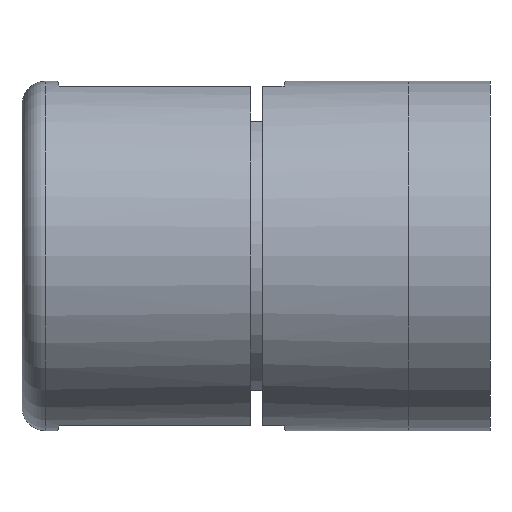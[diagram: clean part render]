
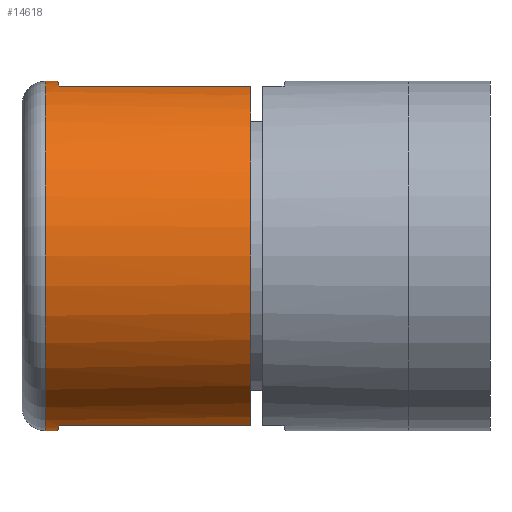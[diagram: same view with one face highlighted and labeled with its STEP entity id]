
A CAD part, left-side view. The second image highlights one B-rep face of the part: STEP entity #14618.
In plain terms, the highlighted cylindrical face has radius 15 mm (diameter 30 mm), a full revolution.
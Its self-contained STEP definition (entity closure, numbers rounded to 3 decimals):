
#39 = ORIENTED_EDGE ( 'NONE', *, *, #15649, .F. ) ;
#42 = DIRECTION ( 'NONE',  ( 0., 0., -1. ) ) ;
#52 = AXIS2_PLACEMENT_3D ( 'NONE', #159, #97, #42 ) ;
#97 = DIRECTION ( 'NONE',  ( 0., -1., 0. ) ) ;
#159 = CARTESIAN_POINT ( 'NONE',  ( 0., 21.15, 0. ) ) ;
#193 = FACE_OUTER_BOUND ( 'NONE', #7154, .T. ) ;
#307 = VERTEX_POINT ( 'NONE', #4786 ) ;
#408 = CIRCLE ( 'NONE', #12524, 15. ) ;
#431 = EDGE_CURVE ( 'NONE', #11706, #307, #4812, .T. ) ;
#1044 = EDGE_CURVE ( 'NONE', #8887, #1313, #12422, .T. ) ;
#1169 = CARTESIAN_POINT ( 'NONE',  ( 0., 4.5, 15. ) ) ;
#1277 = AXIS2_PLACEMENT_3D ( 'NONE', #6343, #6294, #14115 ) ;
#1313 = VERTEX_POINT ( 'NONE', #9615 ) ;
#1445 = ORIENTED_EDGE ( 'NONE', *, *, #10138, .T. ) ;
#1537 = EDGE_CURVE ( 'NONE', #12437, #7699, #3772, .T. ) ;
#1586 = DIRECTION ( 'NONE',  ( 0., 1., 0. ) ) ;
#1652 = EDGE_CURVE ( 'NONE', #6156, #8887, #10530, .T. ) ;
#2039 = CARTESIAN_POINT ( 'NONE',  ( -2.352, 4.623, -14.861 ) ) ;
#2052 = ORIENTED_EDGE ( 'NONE', *, *, #431, .T. ) ;
#2375 = VECTOR ( 'NONE', #6938, 1000. ) ;
#2503 = CARTESIAN_POINT ( 'NONE',  ( -3.5, 4.683, 14.586 ) ) ;
#2677 = DIRECTION ( 'NONE',  ( 0., 1., 0. ) ) ;
#3001 = DIRECTION ( 'NONE',  ( 0., 0., -1. ) ) ;
#3158 = VERTEX_POINT ( 'NONE', #11847 ) ;
#3229 = ORIENTED_EDGE ( 'NONE', *, *, #9985, .T. ) ;
#3406 = CARTESIAN_POINT ( 'NONE',  ( 2.352, 4.623, 14.861 ) ) ;
#3689 = VERTEX_POINT ( 'NONE', #4800 ) ;
#3712 = AXIS2_PLACEMENT_3D ( 'NONE', #7687, #2677, #9103 ) ;
#3725 = DIRECTION ( 'NONE',  ( 0., 1., 0. ) ) ;
#3772 = LINE ( 'NONE', #15422, #13668 ) ;
#3961 = CARTESIAN_POINT ( 'NONE',  ( -3.5, 21.15, 14.586 ) ) ;
#4130 = CIRCLE ( 'NONE', #3712, 15. ) ;
#4201 = ORIENTED_EDGE ( 'NONE', *, *, #1652, .T. ) ;
#4231 = CARTESIAN_POINT ( 'NONE',  ( -3.5, 4.683, 14.586 ) ) ;
#4278 = CARTESIAN_POINT ( 'NONE',  ( 0., 3.5, 0. ) ) ;
#4786 = CARTESIAN_POINT ( 'NONE',  ( 3.5, 21.15, -14.586 ) ) ;
#4799 = CARTESIAN_POINT ( 'NONE',  ( 0., 4.5, -15. ) ) ;
#4800 = CARTESIAN_POINT ( 'NONE',  ( 0., 4.5, -15. ) ) ;
#4812 = LINE ( 'NONE', #11588, #7849 ) ;
#4861 = CARTESIAN_POINT ( 'NONE',  ( 0., 3.5, -15. ) ) ;
#4913 = CARTESIAN_POINT ( 'NONE',  ( 3.5, 4.683, -14.586 ) ) ;
#5283 = CARTESIAN_POINT ( 'NONE',  ( 3.5, 21.15, 14.586 ) ) ;
#5610 = VERTEX_POINT ( 'NONE', #4861 ) ;
#6067 = ORIENTED_EDGE ( 'NONE', *, *, #10619, .F. ) ;
#6156 = VERTEX_POINT ( 'NONE', #1169 ) ;
#6294 = DIRECTION ( 'NONE',  ( 0., 1., 0. ) ) ;
#6343 = CARTESIAN_POINT ( 'NONE',  ( 0., 21.15, 0. ) ) ;
#6454 = CARTESIAN_POINT ( 'NONE',  ( 3.5, 4.683, 14.586 ) ) ;
#6938 = DIRECTION ( 'NONE',  ( 0., -1., 0. ) ) ;
#7074 = EDGE_CURVE ( 'NONE', #9695, #3689, #11619, .T. ) ;
#7154 = EDGE_LOOP ( 'NONE', ( #16588, #2052, #6067, #15263, #1445, #4201, #10899, #39, #12453, #10467 ) ) ;
#7607 = DIRECTION ( 'NONE',  ( 0., 1., 0. ) ) ;
#7687 = CARTESIAN_POINT ( 'NONE',  ( 0., 21.15, 0. ) ) ;
#7699 = VERTEX_POINT ( 'NONE', #6454 ) ;
#7800 = DIRECTION ( 'NONE',  ( 0., -1., 0. ) ) ;
#7849 = VECTOR ( 'NONE', #7607, 1000. ) ;
#8421 = CARTESIAN_POINT ( 'NONE',  ( -1.18, 4.562, -15. ) ) ;
#8581 = CARTESIAN_POINT ( 'NONE',  ( 1.18, 4.562, 15. ) ) ;
#8819 = CARTESIAN_POINT ( 'NONE',  ( -1.18, 4.562, 15. ) ) ;
#8831 = CARTESIAN_POINT ( 'NONE',  ( 3.5, 4.683, -14.586 ) ) ;
#8887 = VERTEX_POINT ( 'NONE', #4231 ) ;
#9103 = DIRECTION ( 'NONE',  ( 0., 0., 1. ) ) ;
#9615 = CARTESIAN_POINT ( 'NONE',  ( -3.5, 21.15, 14.586 ) ) ;
#9695 = VERTEX_POINT ( 'NONE', #10053 ) ;
#9710 =( BOUNDED_CURVE ( )  B_SPLINE_CURVE ( 3, ( #13687, #3406, #8581, #16417 ),
 .UNSPECIFIED., .F., .T. ) 
 B_SPLINE_CURVE_WITH_KNOTS ( ( 4, 4 ),
 ( 4.477, 4.712 ),
 .UNSPECIFIED. ) 
 CURVE ( )  GEOMETRIC_REPRESENTATION_ITEM ( )  RATIONAL_B_SPLINE_CURVE ( ( 1., 0.995, 0.995, 1. ) ) 
 REPRESENTATION_ITEM ( '' )  );
#9985 = EDGE_CURVE ( 'NONE', #5610, #5610, #408, .T. ) ;
#10053 = CARTESIAN_POINT ( 'NONE',  ( -3.5, 4.683, -14.586 ) ) ;
#10111 = EDGE_LOOP ( 'NONE', ( #3229 ) ) ;
#10138 = EDGE_CURVE ( 'NONE', #7699, #6156, #9710, .T. ) ;
#10290 = CARTESIAN_POINT ( 'NONE',  ( -2.352, 4.623, 14.861 ) ) ;
#10467 = ORIENTED_EDGE ( 'NONE', *, *, #7074, .T. ) ;
#10497 = FACE_OUTER_BOUND ( 'NONE', #10111, .T. ) ;
#10530 =( BOUNDED_CURVE ( )  B_SPLINE_CURVE ( 3, ( #16561, #8819, #10290, #2503 ),
 .UNSPECIFIED., .F., .F. ) 
 B_SPLINE_CURVE_WITH_KNOTS ( ( 4, 4 ),
 ( 1.571, 1.806 ),
 .UNSPECIFIED. ) 
 CURVE ( )  GEOMETRIC_REPRESENTATION_ITEM ( )  RATIONAL_B_SPLINE_CURVE ( ( 1., 0.995, 0.995, 1. ) ) 
 REPRESENTATION_ITEM ( '' )  );
#10619 = EDGE_CURVE ( 'NONE', #12437, #307, #11884, .T. ) ;
#10899 = ORIENTED_EDGE ( 'NONE', *, *, #1044, .T. ) ;
#11291 = LINE ( 'NONE', #16658, #2375 ) ;
#11479 = EDGE_CURVE ( 'NONE', #3158, #9695, #11291, .T. ) ;
#11588 = CARTESIAN_POINT ( 'NONE',  ( 3.5, 21.15, -14.586 ) ) ;
#11619 =( BOUNDED_CURVE ( )  B_SPLINE_CURVE ( 3, ( #14886, #2039, #8421, #16204 ),
 .UNSPECIFIED., .F., .F. ) 
 B_SPLINE_CURVE_WITH_KNOTS ( ( 4, 4 ),
 ( 4.477, 4.712 ),
 .UNSPECIFIED. ) 
 CURVE ( )  GEOMETRIC_REPRESENTATION_ITEM ( )  RATIONAL_B_SPLINE_CURVE ( ( 1., 0.995, 0.995, 1. ) ) 
 REPRESENTATION_ITEM ( '' )  );
#11706 = VERTEX_POINT ( 'NONE', #8831 ) ;
#11770 = CYLINDRICAL_SURFACE ( 'NONE', #52, 15. ) ;
#11847 = CARTESIAN_POINT ( 'NONE',  ( -3.5, 21.15, -14.586 ) ) ;
#11884 = CIRCLE ( 'NONE', #1277, 15. ) ;
#12422 = LINE ( 'NONE', #3961, #14906 ) ;
#12437 = VERTEX_POINT ( 'NONE', #5283 ) ;
#12453 = ORIENTED_EDGE ( 'NONE', *, *, #11479, .T. ) ;
#12524 = AXIS2_PLACEMENT_3D ( 'NONE', #4278, #1586, #3001 ) ;
#12672 = EDGE_CURVE ( 'NONE', #3689, #11706, #16467, .T. ) ;
#13668 = VECTOR ( 'NONE', #7800, 1000. ) ;
#13687 = CARTESIAN_POINT ( 'NONE',  ( 3.5, 4.683, 14.586 ) ) ;
#13705 = CARTESIAN_POINT ( 'NONE',  ( 2.352, 4.623, -14.861 ) ) ;
#13768 = CARTESIAN_POINT ( 'NONE',  ( 1.18, 4.562, -15. ) ) ;
#14115 = DIRECTION ( 'NONE',  ( 0., 0., 1. ) ) ;
#14618 = ADVANCED_FACE ( 'NONE', ( #10497, #193 ), #11770, .T. ) ;
#14886 = CARTESIAN_POINT ( 'NONE',  ( -3.5, 4.683, -14.586 ) ) ;
#14906 = VECTOR ( 'NONE', #3725, 1000. ) ;
#15263 = ORIENTED_EDGE ( 'NONE', *, *, #1537, .T. ) ;
#15422 = CARTESIAN_POINT ( 'NONE',  ( 3.5, 21.15, 14.586 ) ) ;
#15649 = EDGE_CURVE ( 'NONE', #3158, #1313, #4130, .T. ) ;
#16204 = CARTESIAN_POINT ( 'NONE',  ( 0., 4.5, -15. ) ) ;
#16417 = CARTESIAN_POINT ( 'NONE',  ( 0., 4.5, 15. ) ) ;
#16467 =( BOUNDED_CURVE ( )  B_SPLINE_CURVE ( 3, ( #4799, #13768, #13705, #4913 ),
 .UNSPECIFIED., .F., .F. ) 
 B_SPLINE_CURVE_WITH_KNOTS ( ( 4, 4 ),
 ( 1.571, 1.806 ),
 .UNSPECIFIED. ) 
 CURVE ( )  GEOMETRIC_REPRESENTATION_ITEM ( )  RATIONAL_B_SPLINE_CURVE ( ( 1., 0.995, 0.995, 1. ) ) 
 REPRESENTATION_ITEM ( '' )  );
#16561 = CARTESIAN_POINT ( 'NONE',  ( 0., 4.5, 15. ) ) ;
#16588 = ORIENTED_EDGE ( 'NONE', *, *, #12672, .T. ) ;
#16658 = CARTESIAN_POINT ( 'NONE',  ( -3.5, 21.15, -14.586 ) ) ;
